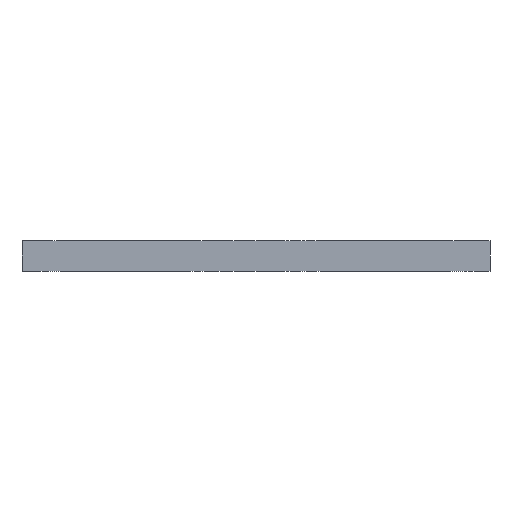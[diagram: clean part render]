
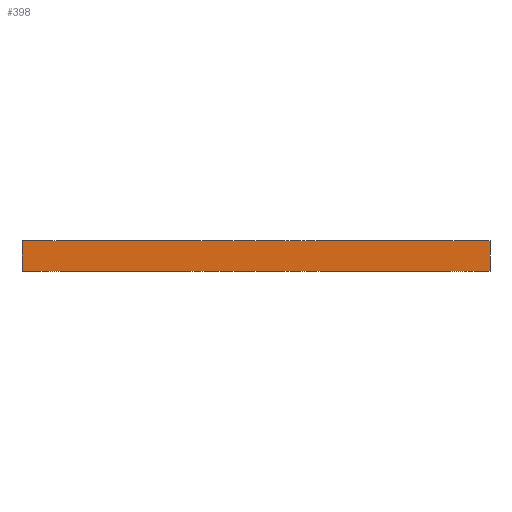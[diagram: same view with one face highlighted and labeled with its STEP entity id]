
A CAD part, front view. The second image highlights one B-rep face of the part: STEP entity #398.
In plain terms, the highlighted planar face has unit normal (0, -1, 0).
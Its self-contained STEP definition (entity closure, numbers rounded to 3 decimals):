
#24 = ORIENTED_EDGE ( 'NONE', *, *, #1646, .T. ) ;
#74 = CARTESIAN_POINT ( 'NONE',  ( 36.25, -25., 0. ) ) ;
#75 = LINE ( 'NONE', #639, #1163 ) ;
#134 = VERTEX_POINT ( 'NONE', #2646 ) ;
#290 = FACE_OUTER_BOUND ( 'NONE', #2823, .T. ) ;
#293 = AXIS2_PLACEMENT_3D ( 'NONE', #2532, #2035, #2049 ) ;
#398 = ADVANCED_FACE ( 'NONE', ( #290 ), #1805, .F. ) ;
#577 = DIRECTION ( 'NONE',  ( 0., 0., -1. ) ) ;
#639 = CARTESIAN_POINT ( 'NONE',  ( -36.25, -25., 4.8 ) ) ;
#707 = ORIENTED_EDGE ( 'NONE', *, *, #2784, .F. ) ;
#1056 = LINE ( 'NONE', #1846, #1796 ) ;
#1163 = VECTOR ( 'NONE', #577, 1000. ) ;
#1165 = VECTOR ( 'NONE', #2814, 1000. ) ;
#1212 = DIRECTION ( 'NONE',  ( 0., 0., -1. ) ) ;
#1329 = DIRECTION ( 'NONE',  ( 1., 0., 0. ) ) ;
#1423 = VECTOR ( 'NONE', #1212, 1000. ) ;
#1537 = VERTEX_POINT ( 'NONE', #3104 ) ;
#1646 = EDGE_CURVE ( 'NONE', #134, #2569, #1056, .T. ) ;
#1796 = VECTOR ( 'NONE', #1329, 1000. ) ;
#1805 = PLANE ( 'NONE',  #293 ) ;
#1832 = CARTESIAN_POINT ( 'NONE',  ( -36.25, -25., 4.8 ) ) ;
#1846 = CARTESIAN_POINT ( 'NONE',  ( -36.25, -25., 0. ) ) ;
#1918 = ORIENTED_EDGE ( 'NONE', *, *, #2283, .F. ) ;
#2035 = DIRECTION ( 'NONE',  ( 0., 1., 0. ) ) ;
#2049 = DIRECTION ( 'NONE',  ( 1., 0., 0. ) ) ;
#2075 = LINE ( 'NONE', #1832, #1165 ) ;
#2203 = CARTESIAN_POINT ( 'NONE',  ( 36.25, -25., 4.8 ) ) ;
#2220 = LINE ( 'NONE', #2203, #1423 ) ;
#2283 = EDGE_CURVE ( 'NONE', #1537, #2569, #2220, .T. ) ;
#2314 = CARTESIAN_POINT ( 'NONE',  ( -36.25, -25., 4.8 ) ) ;
#2439 = VERTEX_POINT ( 'NONE', #2314 ) ;
#2532 = CARTESIAN_POINT ( 'NONE',  ( -36.25, -25., 4.8 ) ) ;
#2569 = VERTEX_POINT ( 'NONE', #74 ) ;
#2646 = CARTESIAN_POINT ( 'NONE',  ( -36.25, -25., 0. ) ) ;
#2784 = EDGE_CURVE ( 'NONE', #2439, #1537, #2075, .T. ) ;
#2814 = DIRECTION ( 'NONE',  ( 1., 0., 0. ) ) ;
#2823 = EDGE_LOOP ( 'NONE', ( #24, #1918, #707, #2935 ) ) ;
#2935 = ORIENTED_EDGE ( 'NONE', *, *, #2989, .T. ) ;
#2989 = EDGE_CURVE ( 'NONE', #2439, #134, #75, .T. ) ;
#3104 = CARTESIAN_POINT ( 'NONE',  ( 36.25, -25., 4.8 ) ) ;
